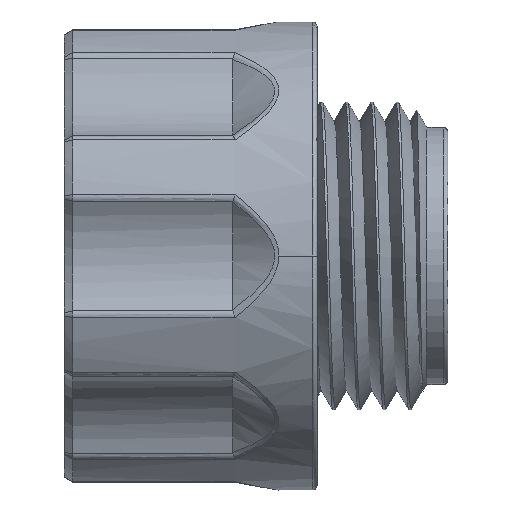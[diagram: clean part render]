
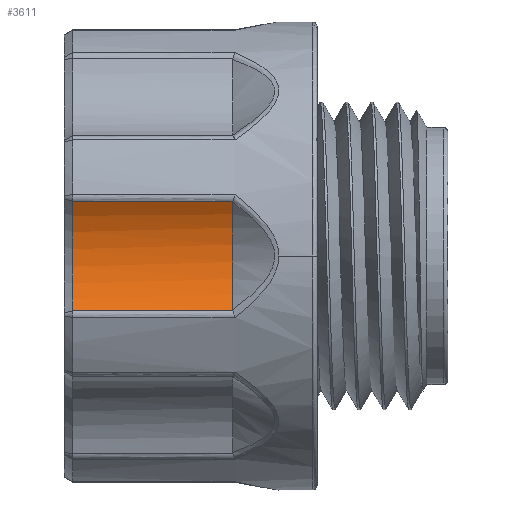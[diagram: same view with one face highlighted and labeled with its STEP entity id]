
A CAD part, left-side view. The second image highlights one B-rep face of the part: STEP entity #3611.
In plain terms, the highlighted free-form (B-spline) face has degree [2, 1] with [3, 2] control points.
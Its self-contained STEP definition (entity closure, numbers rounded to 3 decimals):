
#3611 = ADVANCED_FACE('',(#3612),#3662,.F.);
#3612 = FACE_BOUND('',#3613,.F.);
#3613 = EDGE_LOOP('',(#3614,#3625,#3633,#3642,#3649,#3657));
#3614 = ORIENTED_EDGE('',*,*,#3615,.F.);
#3615 = EDGE_CURVE('',#3616,#3618,#3620,.T.);
#3616 = VERTEX_POINT('',#3617);
#3617 = CARTESIAN_POINT('',(-28.41,27.244,
    6.825));
#3618 = VERTEX_POINT('',#3619);
#3619 = CARTESIAN_POINT('',(-28.476,27.231,
    6.928));
#3620 = B_SPLINE_CURVE_WITH_KNOTS('',3,(#3621,#3622,#3623,#3624),
  .UNSPECIFIED.,.F.,.F.,(4,4),(0.,0.),
  .PIECEWISE_BEZIER_KNOTS.);
#3621 = CARTESIAN_POINT('',(-28.41,27.244,
    6.825));
#3622 = CARTESIAN_POINT('',(-28.432,27.244,
    6.86));
#3623 = CARTESIAN_POINT('',(-28.454,27.24,
    6.894));
#3624 = CARTESIAN_POINT('',(-28.476,27.231,
    6.928));
#3625 = ORIENTED_EDGE('',*,*,#3626,.F.);
#3626 = EDGE_CURVE('',#3627,#3616,#3629,.T.);
#3627 = VERTEX_POINT('',#3628);
#3628 = CARTESIAN_POINT('',(-28.41,27.244,
    -6.825));
#3629 = ( BOUNDED_CURVE() B_SPLINE_CURVE(2,(#3630,#3631,#3632),
.UNSPECIFIED.,.F.,.F.) B_SPLINE_CURVE_WITH_KNOTS((3,3),(4.151,
5.274),.PIECEWISE_BEZIER_KNOTS.) CURVE() 
GEOMETRIC_REPRESENTATION_ITEM() RATIONAL_B_SPLINE_CURVE((1.,
0.847,1.)) REPRESENTATION_ITEM('') );
#3630 = CARTESIAN_POINT('',(-28.41,27.244,
    -6.825));
#3631 = CARTESIAN_POINT('',(-24.119,27.244,
    0.));
#3632 = CARTESIAN_POINT('',(-28.41,27.244,
    6.825));
#3633 = ORIENTED_EDGE('',*,*,#3634,.F.);
#3634 = EDGE_CURVE('',#3635,#3627,#3637,.T.);
#3635 = VERTEX_POINT('',#3636);
#3636 = CARTESIAN_POINT('',(-28.476,27.231,
    -6.928));
#3637 = B_SPLINE_CURVE_WITH_KNOTS('',3,(#3638,#3639,#3640,#3641),
  .UNSPECIFIED.,.F.,.F.,(4,4),(0.,0.),
  .PIECEWISE_BEZIER_KNOTS.);
#3638 = CARTESIAN_POINT('',(-28.476,27.231,
    -6.928));
#3639 = CARTESIAN_POINT('',(-28.454,27.24,
    -6.894));
#3640 = CARTESIAN_POINT('',(-28.432,27.244,
    -6.86));
#3641 = CARTESIAN_POINT('',(-28.41,27.244,
    -6.825));
#3642 = ORIENTED_EDGE('',*,*,#3643,.F.);
#3643 = EDGE_CURVE('',#3644,#3635,#3646,.T.);
#3644 = VERTEX_POINT('',#3645);
#3645 = CARTESIAN_POINT('',(-28.476,47.544,
    -6.928));
#3646 = B_SPLINE_CURVE_WITH_KNOTS('',1,(#3647,#3648),.UNSPECIFIED.,.F.,
  .F.,(2,2),(-24.,-4.987),.PIECEWISE_BEZIER_KNOTS.);
#3647 = CARTESIAN_POINT('',(-28.476,47.544,
    -6.928));
#3648 = CARTESIAN_POINT('',(-28.476,27.231,
    -6.928));
#3649 = ORIENTED_EDGE('',*,*,#3650,.F.);
#3650 = EDGE_CURVE('',#3651,#3644,#3653,.T.);
#3651 = VERTEX_POINT('',#3652);
#3652 = CARTESIAN_POINT('',(-28.476,47.544,
    6.928));
#3653 = ( BOUNDED_CURVE() B_SPLINE_CURVE(2,(#3654,#3655,#3656),
.UNSPECIFIED.,.F.,.F.) B_SPLINE_CURVE_WITH_KNOTS((3,3),(1.,
2.142),.PIECEWISE_BEZIER_KNOTS.) CURVE() 
GEOMETRIC_REPRESENTATION_ITEM() RATIONAL_B_SPLINE_CURVE((1.,
0.841,1.)) REPRESENTATION_ITEM('') );
#3654 = CARTESIAN_POINT('',(-28.476,47.544,
    6.928));
#3655 = CARTESIAN_POINT('',(-24.027,47.544,
    0.));
#3656 = CARTESIAN_POINT('',(-28.476,47.544,
    -6.928));
#3657 = ORIENTED_EDGE('',*,*,#3658,.F.);
#3658 = EDGE_CURVE('',#3618,#3651,#3659,.T.);
#3659 = B_SPLINE_CURVE_WITH_KNOTS('',1,(#3660,#3661),.UNSPECIFIED.,.F.,
  .F.,(2,2),(4.987,24.),.PIECEWISE_BEZIER_KNOTS.);
#3660 = CARTESIAN_POINT('',(-28.476,27.231,
    6.928));
#3661 = CARTESIAN_POINT('',(-28.476,47.544,
    6.928));
#3662 = ( BOUNDED_SURFACE() B_SPLINE_SURFACE(2,1,(
    (#3663,#3664)
    ,(#3665,#3666)
    ,(#3667,#3668
)),.UNSPECIFIED.,.F.,.F.,.F.) B_SPLINE_SURFACE_WITH_KNOTS((3,3),(2,2),(
    2.571,3.712),(4.987,24.),
.PIECEWISE_BEZIER_KNOTS.) GEOMETRIC_REPRESENTATION_ITEM() 
RATIONAL_B_SPLINE_SURFACE((
    (1.,1.)
    ,(0.841,0.841)
,(1.,1.))) REPRESENTATION_ITEM('') SURFACE() );
#3663 = CARTESIAN_POINT('',(-28.476,27.231,
    6.928));
#3664 = CARTESIAN_POINT('',(-28.476,47.544,
    6.928));
#3665 = CARTESIAN_POINT('',(-24.027,27.231,
    0.));
#3666 = CARTESIAN_POINT('',(-24.027,47.544,
    0.));
#3667 = CARTESIAN_POINT('',(-28.476,27.231,
    -6.928));
#3668 = CARTESIAN_POINT('',(-28.476,47.544,
    -6.928));
